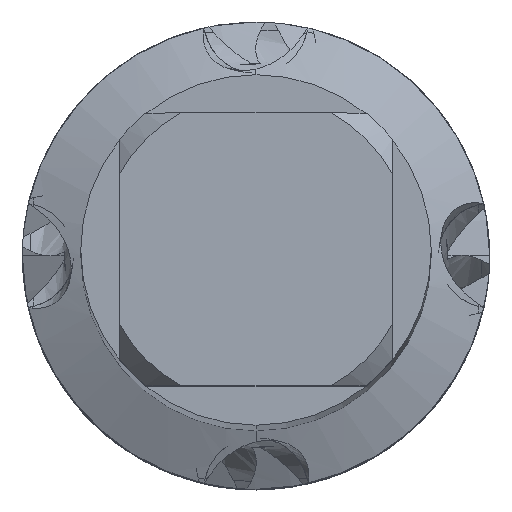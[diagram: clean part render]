
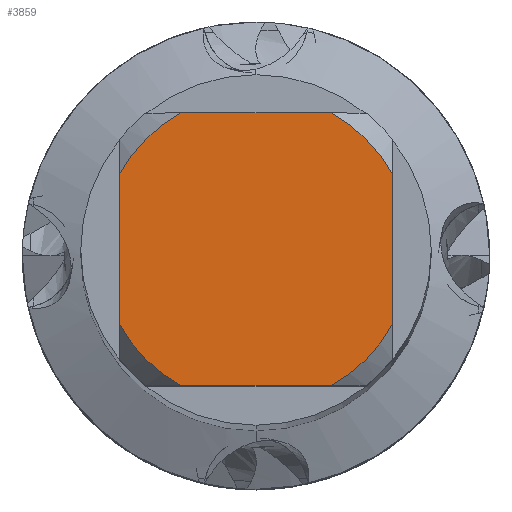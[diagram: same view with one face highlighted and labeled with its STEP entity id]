
A CAD part, top view. The second image highlights one B-rep face of the part: STEP entity #3859.
In plain terms, the highlighted planar face has unit normal (0, 0, 1).
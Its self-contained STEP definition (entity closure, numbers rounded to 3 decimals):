
#2387=VERTEX_POINT('',#6618);
#2677=VERTEX_POINT('',#6936);
#3223=EDGE_CURVE('',#4069,#2387,#7523,.T.);
#3251=VERTEX_POINT('',#7555);
#3429=VERTEX_POINT('',#7744);
#3755=EDGE_CURVE('',#2677,#4933,#8098,.T.);
#3791=VERTEX_POINT('',#8138);
#3859=ADVANCED_FACE('',(#8212),#8213,.T.);
#4069=VERTEX_POINT('',#8441);
#4899=EDGE_CURVE('',#4069,#3251,#9353,.T.);
#4933=VERTEX_POINT('',#9390);
#5123=EDGE_CURVE('',#3791,#4933,#9592,.T.);
#5271=VERTEX_POINT('',#9749);
#5551=EDGE_CURVE('',#5271,#3251,#10058,.T.);
#6035=EDGE_CURVE('',#2677,#2387,#10579,.T.);
#6223=EDGE_CURVE('',#5271,#3429,#10785,.T.);
#6247=EDGE_CURVE('',#3791,#3429,#10812,.T.);
#6618=CARTESIAN_POINT('',(-3.5,-1.936,0.0));
#6936=CARTESIAN_POINT('',(-1.936,-3.5,0.0));
#7523=LINE('',#16519,#16520);
#7555=CARTESIAN_POINT('',(-1.936,3.5,0.0));
#7744=CARTESIAN_POINT('',(3.5,1.936,0.0));
#8098=LINE('',#19072,#19073);
#8138=CARTESIAN_POINT('',(3.5,-1.936,0.0));
#8212=FACE_OUTER_BOUND('',#19749,.T.);
#8213=PLANE('',#19750);
#8441=CARTESIAN_POINT('',(-3.5,1.936,0.0));
#9353=CIRCLE('',#25466,4.0);
#9390=CARTESIAN_POINT('',(1.936,-3.5,0.0));
#9592=CIRCLE('',#26638,4.0);
#9749=CARTESIAN_POINT('',(1.936,3.5,0.0));
#10058=LINE('',#29080,#29081);
#10579=CIRCLE('',#31729,4.0);
#10785=CIRCLE('',#32471,4.0);
#10812=LINE('',#32664,#32665);
#16519=CARTESIAN_POINT('',(-3.5,1.0,0.0));
#16520=VECTOR('',#34196,1.0);
#19072=CARTESIAN_POINT('',(0.0,-3.5,0.0));
#19073=VECTOR('',#34818,1.0);
#19749=EDGE_LOOP('',(#34926,#34927,#34928,#34929,#34930,#34931,#34932,#34933));
#19750=AXIS2_PLACEMENT_3D('',#34934,#34935,#34936);
#25466=AXIS2_PLACEMENT_3D('',#36014,#36015,#36016);
#26638=AXIS2_PLACEMENT_3D('',#36174,#36175,#36176);
#29080=CARTESIAN_POINT('',(0.0,3.5,0.0));
#29081=VECTOR('',#36651,1.0);
#31729=AXIS2_PLACEMENT_3D('',#37231,#37232,#37233);
#32471=AXIS2_PLACEMENT_3D('',#37454,#37455,#37456);
#32664=CARTESIAN_POINT('',(3.5,1.0,0.0));
#32665=VECTOR('',#37486,1.0);
#34196=DIRECTION('',(-0.0,-1.0,0.0));
#34818=DIRECTION('',(1.0,0.0,0.0));
#34926=ORIENTED_EDGE('',*,*,#3223,.T.);
#34927=ORIENTED_EDGE('',*,*,#6035,.F.);
#34928=ORIENTED_EDGE('',*,*,#3755,.T.);
#34929=ORIENTED_EDGE('',*,*,#5123,.F.);
#34930=ORIENTED_EDGE('',*,*,#6247,.T.);
#34931=ORIENTED_EDGE('',*,*,#6223,.F.);
#34932=ORIENTED_EDGE('',*,*,#5551,.T.);
#34933=ORIENTED_EDGE('',*,*,#4899,.F.);
#34934=CARTESIAN_POINT('',(0.0,2.0,0.0));
#34935=DIRECTION('',(-0.0,0.0,1.0));
#34936=DIRECTION('',(0.0,-1.0,0.0));
#36014=CARTESIAN_POINT('',(0.0,0.0,0.0));
#36015=DIRECTION('',(0.0,0.0,-1.0));
#36016=DIRECTION('',(0.0,1.0,0.0));
#36174=CARTESIAN_POINT('',(0.0,0.0,0.0));
#36175=DIRECTION('',(0.0,0.0,-1.0));
#36176=DIRECTION('',(0.0,1.0,0.0));
#36651=DIRECTION('',(-1.0,0.0,0.0));
#37231=CARTESIAN_POINT('',(0.0,0.0,0.0));
#37232=DIRECTION('',(0.0,0.0,-1.0));
#37233=DIRECTION('',(0.0,1.0,0.0));
#37454=CARTESIAN_POINT('',(0.0,0.0,0.0));
#37455=DIRECTION('',(0.0,0.0,-1.0));
#37456=DIRECTION('',(0.0,1.0,0.0));
#37486=DIRECTION('',(-0.0,1.0,0.0));
